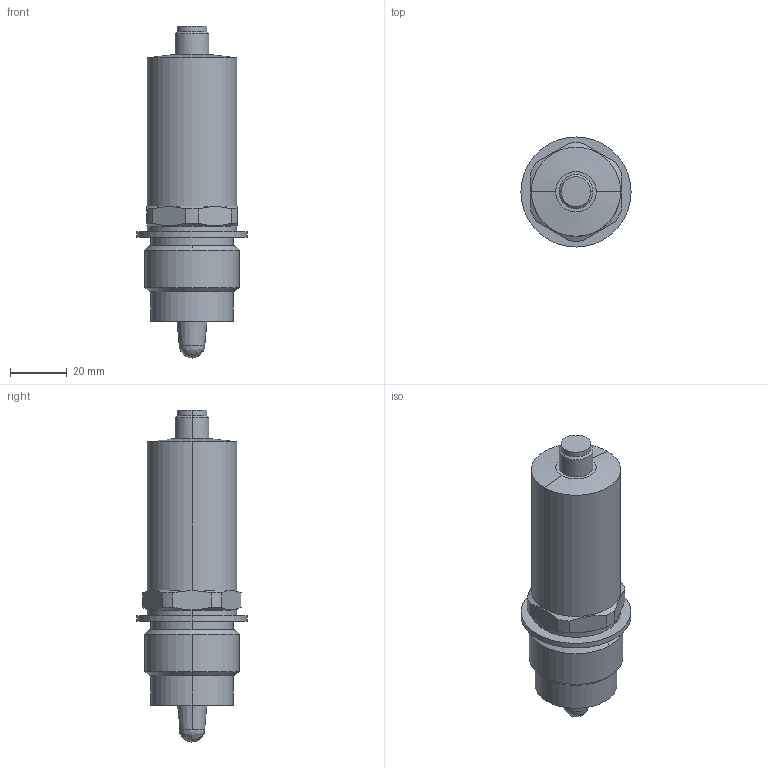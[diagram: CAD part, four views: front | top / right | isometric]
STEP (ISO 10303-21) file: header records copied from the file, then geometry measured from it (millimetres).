
FILE_DESCRIPTION (( 'STEP AP214' ), '1' );
FILE_NAME ('FTW23-CA7NWSJ-Endress HauserConsultAG-3D-08-31-2022.STEP', '2022-08-31T21:06:51', ( '' ), ( '' ), 'SwSTEP 2.0', 'SolidWorks 2021', '' );
FILE_SCHEMA (( 'AUTOMOTIVE_DESIGN' ));
Length unit declared in the file: inch
Products named in the file (1): FTW23-CA7NWSJ-Endress HauserConsultAG-3D-08-31-2022
Bounding box: 38.9 x 38.9 x 117.25 mm (x, y, z)
Volume: 75905.7 mm3; surface area: 12665.7 mm2
Topology: 1 solids, 1 shells, 50 faces, 116 edges, 72 vertices
Faces by surface type: cylinder 22, cone 14, plane 13, bspline 1
Entity records: 1573 total; most frequent: CARTESIAN_POINT 388, DIRECTION 254, ORIENTED_EDGE 228, EDGE_CURVE 114, AXIS2_PLACEMENT_3D 106, VERTEX_POINT 72, CIRCLE 56, EDGE_LOOP 56
